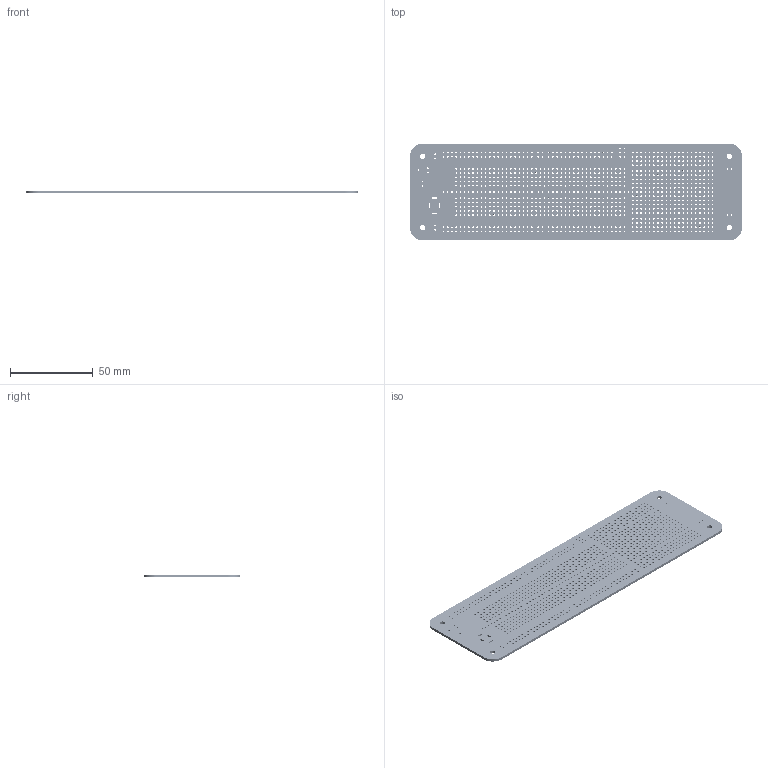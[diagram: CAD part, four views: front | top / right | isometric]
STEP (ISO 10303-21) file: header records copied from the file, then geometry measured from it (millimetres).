
FILE_DESCRIPTION((''),'2;1');
FILE_NAME('PTSolns Proto-ESP V2.0.step','2025-07-19T21:11:35',('PTSolns'),(''),'Open CASCADE STEP processor 7.7','','');
FILE_SCHEMA(('AUTOMOTIVE_DESIGN { 1 0 10303 214 1 1 1 1 }'));
Length unit declared in the file: millimetre
Products named in the file (2): 3D_Model 1; PTSolns Proto-ESP
Assembly tree (1 placements, depth 2):
  3D_Model 1
    PTSolns Proto-ESP
Bounding box: 200.66 x 58.42 x 1.6 mm (x, y, z)
Volume: 17326.4 mm3; surface area: 27698.1 mm2
Topology: 1 solids, 1 shells, 1213 faces, 3633 edges, 2422 vertices
Faces by surface type: cylinder 1023, plane 190
Full cylindrical faces by diameter (mm): 1 x1019, 3.2 x4
Entity records: 99557 total; most frequent: CARTESIAN_POINT 26812, DIRECTION 13329, ORIENTED_EDGE 7266, PCURVE 7266, DEFINITIONAL_REPRESENTATION 7266, LINE 6807, VECTOR 6807, EDGE_CURVE 3633
